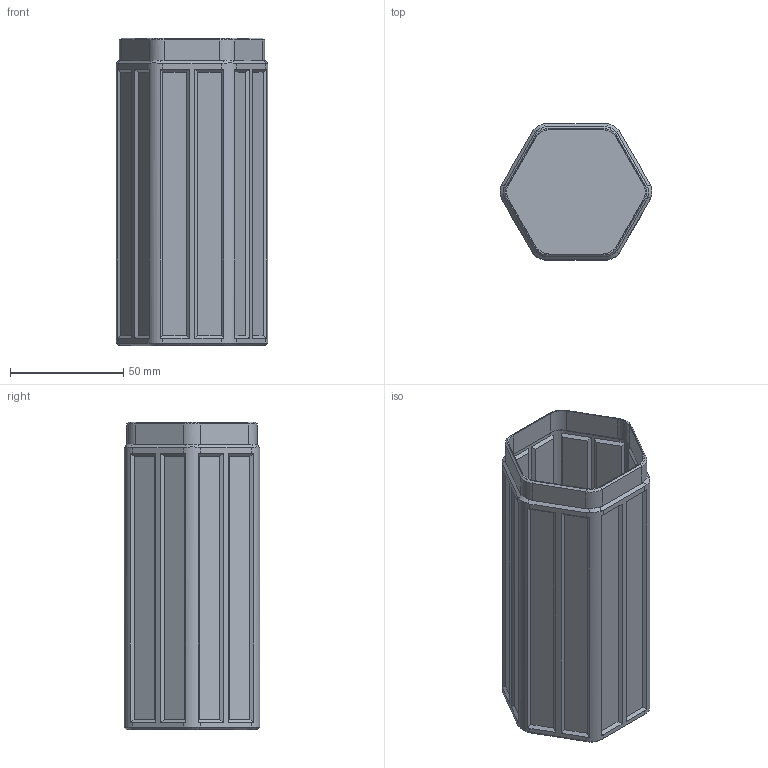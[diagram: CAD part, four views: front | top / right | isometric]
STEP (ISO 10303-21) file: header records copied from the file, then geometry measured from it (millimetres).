
FILE_DESCRIPTION(/* description */ (''),/* implementation_level */ '2;1');
FILE_NAME(/* name */ 'Bottom.step',/* time_stamp */ '2023-09-06T13:24:27-04:00',/* author */ (''),/* organization */ (''),/* preprocessor_version */ 'ST-DEVELOPER v20',/* originating_system */ 'Autodesk Translation Framework v12.9.0.99',/* authorisation */ '');
FILE_SCHEMA (('AUTOMOTIVE_DESIGN { 1 0 10303 214 3 1 1 }'));
Length unit declared in the file: millimetre
Products named in the file (1): Bottom
Bounding box: 66.96 x 60 x 135.8 mm (x, y, z)
Volume: 38450 mm3; surface area: 62578 mm2
Topology: 1 solids, 1 shells, 231 faces, 648 edges, 420 vertices
Faces by surface type: plane 177, cylinder 36, cone 18
Entity records: 7429 total; most frequent: CARTESIAN_POINT 1300, ORIENTED_EDGE 1296, DIRECTION 1274, EDGE_CURVE 648, LINE 486, VECTOR 486, VERTEX_POINT 420, AXIS2_PLACEMENT_3D 394
